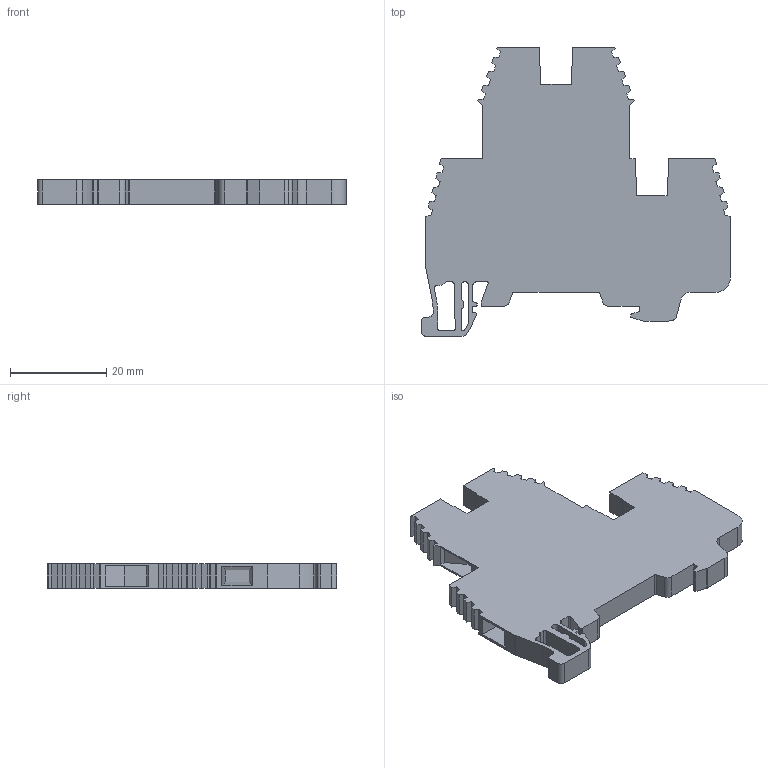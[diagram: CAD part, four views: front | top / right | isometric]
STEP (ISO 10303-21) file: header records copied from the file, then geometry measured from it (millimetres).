
FILE_DESCRIPTION (( 'STEP AP214' ), '1' );
FILE_NAME ('KN-D12DR1.step', '2015-05-04T11:24:37', ( '' ), ( '' ), 'SwSTEP 2.0', 'SolidWorks 2014', '' );
FILE_SCHEMA (( 'AUTOMOTIVE_DESIGN' ));
Length unit declared in the file: millimetre
Products named in the file (1): KN-D12DR1
Bounding box: 64.03 x 60 x 5 mm (x, y, z)
Volume: 11356.9 mm3; surface area: 7030.5 mm2
Topology: 1 solids, 1 shells, 239 faces, 685 edges, 454 vertices
Faces by surface type: plane 196, cylinder 43
Entity records: 10370 total; most frequent: CARTESIAN_POINT 1379, ORIENTED_EDGE 1370, DIRECTION 1251, EDGE_CURVE 685, LINE 599, VECTOR 599, VERTEX_POINT 454, AXIS2_PLACEMENT_3D 326
